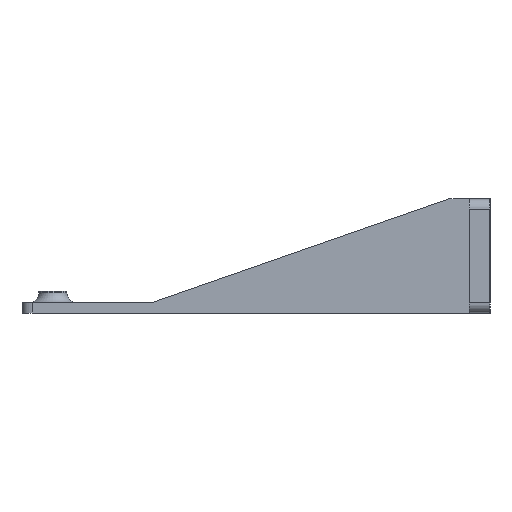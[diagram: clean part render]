
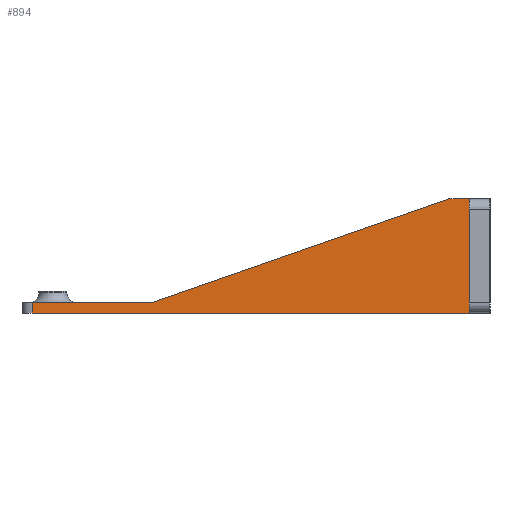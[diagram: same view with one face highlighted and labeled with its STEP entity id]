
A CAD part, left-side view. The second image highlights one B-rep face of the part: STEP entity #894.
In plain terms, the highlighted planar face has unit normal (-1, 0, 0).
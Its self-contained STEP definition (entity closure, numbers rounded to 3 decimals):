
#239=CARTESIAN_POINT('',(493.1,-72.,119.055));
#240=VERTEX_POINT('',#239);
#247=CARTESIAN_POINT('',(493.1,-76.,119.055));
#248=VERTEX_POINT('',#247);
#249=CARTESIAN_POINT('',(493.1,-72.,119.055));
#250=DIRECTION('',(0.,-1.,0.));
#251=VECTOR('',#250,4.);
#252=LINE('',#249,#251);
#253=EDGE_CURVE('',#240,#248,#252,.T.);
#271=CARTESIAN_POINT('',(493.1,-76.,96.855));
#272=VERTEX_POINT('',#271);
#279=CARTESIAN_POINT('',(493.1,9.1,96.855));
#280=VERTEX_POINT('',#279);
#281=CARTESIAN_POINT('',(493.1,9.1,96.855));
#282=DIRECTION('',(0.,-1.,0.));
#283=VECTOR('',#282,85.1);
#284=LINE('',#281,#283);
#285=EDGE_CURVE('',#280,#272,#284,.T.);
#638=CARTESIAN_POINT('',(493.1,-76.,96.855));
#639=DIRECTION('',(0.,0.,1.));
#640=VECTOR('',#639,22.2);
#641=LINE('',#638,#640);
#642=EDGE_CURVE('',#272,#248,#641,.T.);
#862=CARTESIAN_POINT('',(493.1,23.,107.955));
#863=DIRECTION('',(1.,0.,0.));
#864=DIRECTION('',(-0.,1.,0.));
#865=AXIS2_PLACEMENT_3D('',#862,#863,#864);
#866=PLANE('',#865);
#867=CARTESIAN_POINT('',(493.1,-14.15,98.855));
#868=VERTEX_POINT('',#867);
#869=CARTESIAN_POINT('',(493.1,9.1,98.855));
#870=VERTEX_POINT('',#869);
#871=CARTESIAN_POINT('',(493.1,-14.15,98.855));
#872=DIRECTION('',(-0.,1.,0.));
#873=VECTOR('',#872,23.25);
#874=LINE('',#871,#873);
#875=EDGE_CURVE('',#868,#870,#874,.T.);
#876=ORIENTED_EDGE('',*,*,#875,.T.);
#877=CARTESIAN_POINT('',(493.1,9.1,98.855));
#878=DIRECTION('',(-0.,-0.,-1.));
#879=VECTOR('',#878,2.);
#880=LINE('',#877,#879);
#881=EDGE_CURVE('',#870,#280,#880,.T.);
#882=ORIENTED_EDGE('',*,*,#881,.T.);
#883=ORIENTED_EDGE('',*,*,#285,.T.);
#884=ORIENTED_EDGE('',*,*,#642,.T.);
#885=ORIENTED_EDGE('',*,*,#253,.F.);
#886=CARTESIAN_POINT('',(493.1,-14.15,98.855));
#887=DIRECTION('',(0.,-0.944,0.33));
#888=VECTOR('',#887,61.275);
#889=LINE('',#886,#888);
#890=EDGE_CURVE('',#868,#240,#889,.T.);
#891=ORIENTED_EDGE('',*,*,#890,.F.);
#892=EDGE_LOOP('',(#876,#882,#883,#884,#885,#891));
#893=FACE_BOUND('',#892,.T.);
#894=ADVANCED_FACE('',(#893),#866,.F.);
